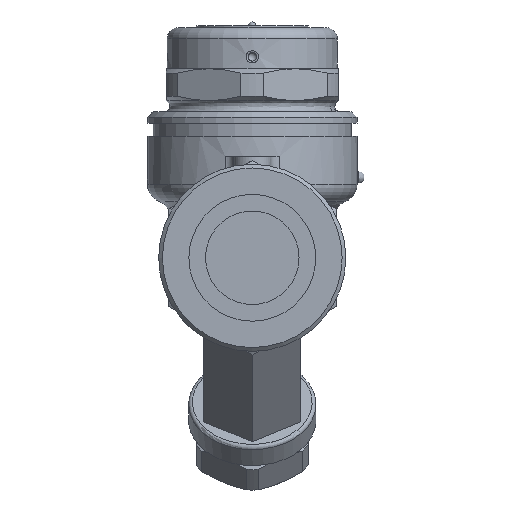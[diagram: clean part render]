
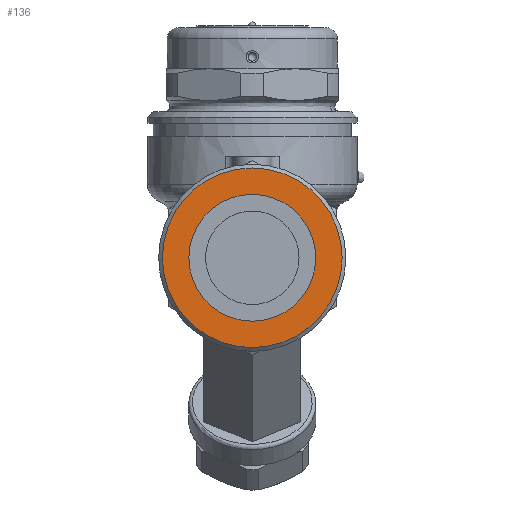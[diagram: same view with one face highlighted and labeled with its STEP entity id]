
A CAD part, left-side view. The second image highlights one B-rep face of the part: STEP entity #136.
In plain terms, the highlighted free-form (B-spline) face has degree [1, 1] with [2, 2] control points.
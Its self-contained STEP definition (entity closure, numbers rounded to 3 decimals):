
#94=CARTESIAN_POINT('',(-75.,0.,24.));
#95=VERTEX_POINT('',#94);
#96=CARTESIAN_POINT('',(-75.,0.0,0.));
#97=DIRECTION('',(-1.0,0.0,0.0));
#98=DIRECTION('',(0.0,0.0,-1.0));
#99=AXIS2_PLACEMENT_3D('',#96,#97,#98);
#100=CIRCLE('',#99,24.);
#101=EDGE_CURVE('',#95,#95,#100,.T.);
#117=CARTESIAN_POINT('',(-75.,24.,24.));
#118=CARTESIAN_POINT('',(-75.,24.,-24.));
#119=CARTESIAN_POINT('',(-75.,-24.,24.));
#120=CARTESIAN_POINT('',(-75.,-24.,-24.));
#121=B_SPLINE_SURFACE_WITH_KNOTS('',1,1,((#117,#119),(#118,#120)),.UNSPECIFIED.,.F.,.F.,.U.,(2,2),(2,2),(0.0,48.),(0.0,48.),.UNSPECIFIED.);
#122=ORIENTED_EDGE('',*,*,#101,.T.);
#123=EDGE_LOOP('',(#122));
#124=FACE_OUTER_BOUND('',#123,.T.);
#125=CARTESIAN_POINT('',(-75.,0.0,16.95));
#126=VERTEX_POINT('',#125);
#127=CARTESIAN_POINT('',(-75.,0.0,0.));
#128=DIRECTION('',(-1.0,0.0,0.0));
#129=DIRECTION('',(0.0,0.0,1.0));
#130=AXIS2_PLACEMENT_3D('',#127,#128,#129);
#131=CIRCLE('',#130,16.95);
#132=EDGE_CURVE('',#126,#126,#131,.T.);
#133=ORIENTED_EDGE('',*,*,#132,.F.);
#134=EDGE_LOOP('',(#133));
#135=FACE_BOUND('',#134,.T.);
#136=ADVANCED_FACE('',(#124,#135),#121,.T.);
